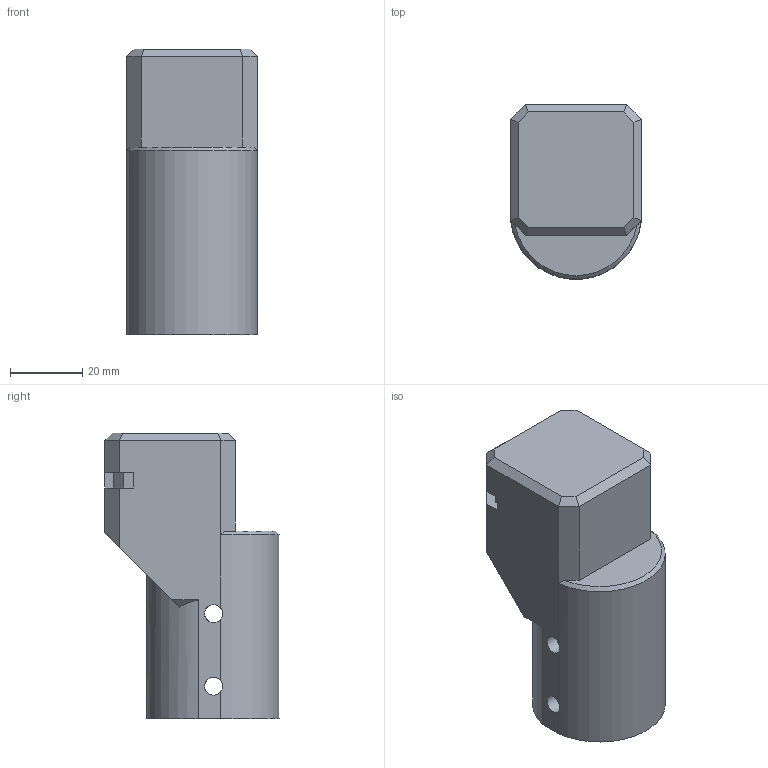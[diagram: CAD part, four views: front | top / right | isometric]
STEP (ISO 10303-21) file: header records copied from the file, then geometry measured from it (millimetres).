
FILE_DESCRIPTION(/* description */ (''),/* implementation_level */ '2;1');
FILE_NAME(/* name */ 'NerfStockMount.step',/* time_stamp */ '2021-01-20T13:40:16-05:00',/* author */ (''),/* organization */ (''),/* preprocessor_version */ 'ST-DEVELOPER v18.1',/* originating_system */ 'Autodesk Translation Framework v9.7.1.1290',/* authorisation */ '');
FILE_SCHEMA (('AUTOMOTIVE_DESIGN { 1 0 10303 214 3 1 1 }'));
Length unit declared in the file: millimetre
Products named in the file (1): NerfStockMount
Bounding box: 36 x 48.04 x 78.8 mm (x, y, z)
Volume: 66204 mm3; surface area: 16992.6 mm2
Topology: 1 solids, 1 shells, 49 faces, 148 edges, 96 vertices
Faces by surface type: plane 41, cylinder 7, cone 1
Full cylindrical faces by diameter (mm): 5 x4, 25.5 x1
Entity records: 1834 total; most frequent: CARTESIAN_POINT 476, ORIENTED_EDGE 296, DIRECTION 251, EDGE_CURVE 148, LINE 113, VECTOR 113, VERTEX_POINT 96, AXIS2_PLACEMENT_3D 69
